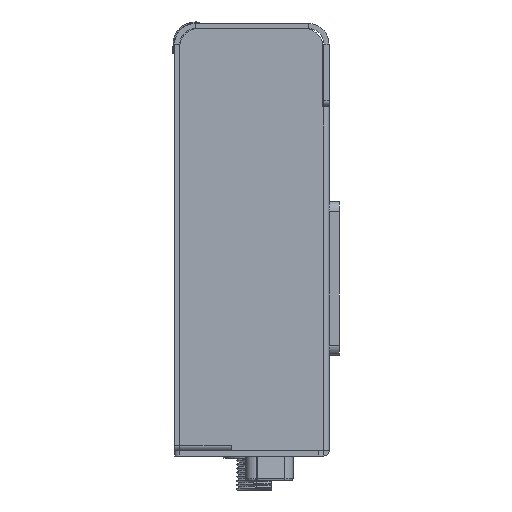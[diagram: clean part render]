
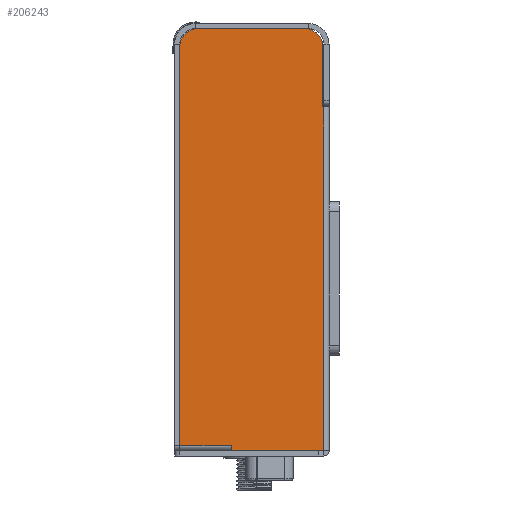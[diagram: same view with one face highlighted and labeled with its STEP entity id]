
A CAD part, left-side view. The second image highlights one B-rep face of the part: STEP entity #206243.
In plain terms, the highlighted planar face has unit normal (-1, 0, 0).
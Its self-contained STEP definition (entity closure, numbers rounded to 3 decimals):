
#198235=DIRECTION('',(0.,0.,1.));
#198236=VECTOR('',#198235,66.8);
#198237=CARTESIAN_POINT('',(0.,1.,-83.));
#198238=LINE('',#198237,#198236);
#198263=DIRECTION('',(0.,-1.,0.));
#198264=VECTOR('',#198263,18.);
#198265=CARTESIAN_POINT('',(0.,19.,-83.));
#198266=LINE('',#198265,#198264);
#198270=DIRECTION('',(0.,0.,-1.));
#198271=VECTOR('',#198270,1.);
#198272=CARTESIAN_POINT('',(0.,19.,-82.));
#198273=LINE('',#198272,#198271);
#198277=DIRECTION('',(0.,0.,-1.));
#198278=VECTOR('',#198277,77.5);
#198279=CARTESIAN_POINT('',(0.,29.,-4.5));
#198280=LINE('',#198279,#198278);
#198284=CARTESIAN_POINT('',(0.,25.5,-4.5));
#198285=DIRECTION('',(-1.,0.,0.));
#198286=DIRECTION('',(0.,0.,1.));
#198287=AXIS2_PLACEMENT_3D('',#198284,#198285,#198286);
#198292=DIRECTION('',(0.,1.,0.));
#198293=VECTOR('',#198292,20.8);
#198294=CARTESIAN_POINT('',(0.,4.7,-1.));
#198295=LINE('',#198294,#198293);
#198299=CARTESIAN_POINT('',(0.,4.7,-4.5));
#198300=DIRECTION('',(-1.,0.,0.));
#198301=DIRECTION('',(0.,-1.,0.));
#198302=AXIS2_PLACEMENT_3D('',#198299,#198300,#198301);
#198307=DIRECTION('',(0.,0.,-1.));
#198308=VECTOR('',#198307,11.7);
#198309=CARTESIAN_POINT('',(0.,1.2,-4.5));
#198310=LINE('',#198309,#198308);
#198314=DIRECTION('',(0.,1.,0.));
#198315=VECTOR('',#198314,0.2);
#198316=CARTESIAN_POINT('',(0.,1.,-16.2));
#198317=LINE('',#198316,#198315);
#198336=DIRECTION('',(0.,1.,0.));
#198337=VECTOR('',#198336,10.);
#198338=CARTESIAN_POINT('',(0.,19.,-82.));
#198339=LINE('',#198338,#198337);
#203552=CARTESIAN_POINT('',(0.,1.,-83.));
#203554=VERTEX_POINT('',#203552);
#203564=CARTESIAN_POINT('',(0.,1.,-16.2));
#203565=CARTESIAN_POINT('',(0.,1.2,-16.2));
#203566=VERTEX_POINT('',#203564);
#203567=VERTEX_POINT('',#203565);
#203584=CARTESIAN_POINT('',(0.,25.5,-1.));
#203585=CARTESIAN_POINT('',(0.,29.,-4.5));
#203586=VERTEX_POINT('',#203584);
#203587=VERTEX_POINT('',#203585);
#203592=CARTESIAN_POINT('',(0.,1.2,-4.5));
#203593=CARTESIAN_POINT('',(0.,4.7,-1.));
#203594=VERTEX_POINT('',#203592);
#203595=VERTEX_POINT('',#203593);
#203656=CARTESIAN_POINT('',(0.,19.,-82.));
#203657=CARTESIAN_POINT('',(0.,19.,-83.));
#203658=VERTEX_POINT('',#203656);
#203659=VERTEX_POINT('',#203657);
#203668=CARTESIAN_POINT('',(0.,29.,-82.));
#203669=VERTEX_POINT('',#203668);
#206219=CARTESIAN_POINT('',(0.,0.,-1.));
#206220=DIRECTION('',(-1.,0.,0.));
#206221=DIRECTION('',(0.,0.,1.));
#206222=AXIS2_PLACEMENT_3D('',#206219,#206220,#206221);
#206223=PLANE('',#206222);
#206224=ORIENTED_EDGE('',*,*,#206182,.F.);
#206225=ORIENTED_EDGE('',*,*,#206202,.F.);
#206227=ORIENTED_EDGE('',*,*,#206226,.T.);
#206229=ORIENTED_EDGE('',*,*,#206228,.F.);
#206231=ORIENTED_EDGE('',*,*,#206230,.F.);
#206233=ORIENTED_EDGE('',*,*,#206232,.F.);
#206235=ORIENTED_EDGE('',*,*,#206234,.F.);
#206237=ORIENTED_EDGE('',*,*,#206236,.T.);
#206239=ORIENTED_EDGE('',*,*,#206238,.F.);
#206240=ORIENTED_EDGE('',*,*,#206143,.F.);
#206241=EDGE_LOOP('',(#206224,#206225,#206227,#206229,#206231,#206233,#206235,
#206237,#206239,#206240));
#206242=FACE_OUTER_BOUND('',#206241,.F.);
#198288=CIRCLE('',#198287,3.5);
#198303=CIRCLE('',#198302,3.5);
#206143=EDGE_CURVE('',#203554,#203566,#198238,.T.);
#206182=EDGE_CURVE('',#203659,#203554,#198266,.T.);
#206202=EDGE_CURVE('',#203658,#203659,#198273,.T.);
#206226=EDGE_CURVE('',#203658,#203669,#198339,.T.);
#206228=EDGE_CURVE('',#203587,#203669,#198280,.T.);
#206230=EDGE_CURVE('',#203586,#203587,#198288,.T.);
#206232=EDGE_CURVE('',#203595,#203586,#198295,.T.);
#206234=EDGE_CURVE('',#203594,#203595,#198303,.T.);
#206236=EDGE_CURVE('',#203594,#203567,#198310,.T.);
#206238=EDGE_CURVE('',#203566,#203567,#198317,.T.);
#206243=ADVANCED_FACE('',(#206242),#206223,.T.);
